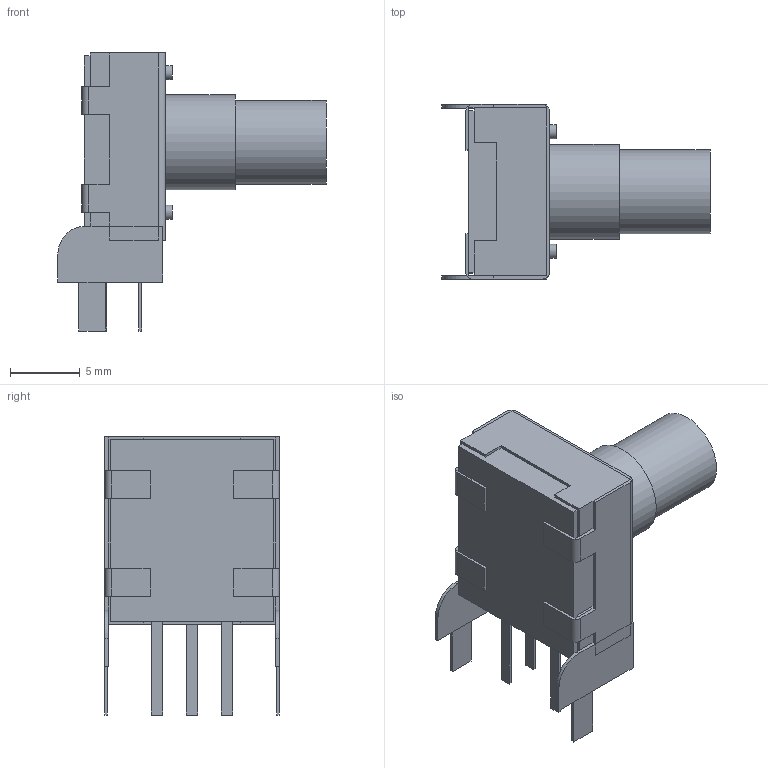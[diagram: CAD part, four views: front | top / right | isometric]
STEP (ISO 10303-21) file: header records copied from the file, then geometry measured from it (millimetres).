
FILE_DESCRIPTION(('FreeCAD Model'),'2;1');
FILE_NAME('Open CASCADE Shape Model','2023-09-21T00:44:28',( 'kicad StepUp'),('ksu MCAD'),'Open CASCADE STEP processor 7.5', 'FreeCAD','Unknown');
FILE_SCHEMA(('AUTOMOTIVE_DESIGN { 1 0 10303 214 1 1 1 1 }'));
Length unit declared in the file: millimetre
Products named in the file (1): RotaryEncoder_Bourns_Horizontal_PEC12R-2xxxF-Sxxxx
Bounding box: 19.2 x 12.5 x 19.9 mm (x, y, z)
Volume: 1342.2 mm3; surface area: 1086.1 mm2
Topology: 1 solids, 1 shells, 135 faces, 360 edges, 230 vertices
Faces by surface type: plane 121, cylinder 14
Full cylindrical faces by diameter (mm): 1 x4, 6 x1, 6.8 x1
Entity records: 5091 total; most frequent: CARTESIAN_POINT 726, ORIENTED_EDGE 720, DIRECTION 662, EDGE_CURVE 360, LINE 330, VECTOR 330, VERTEX_POINT 230, AXIS2_PLACEMENT_3D 166
